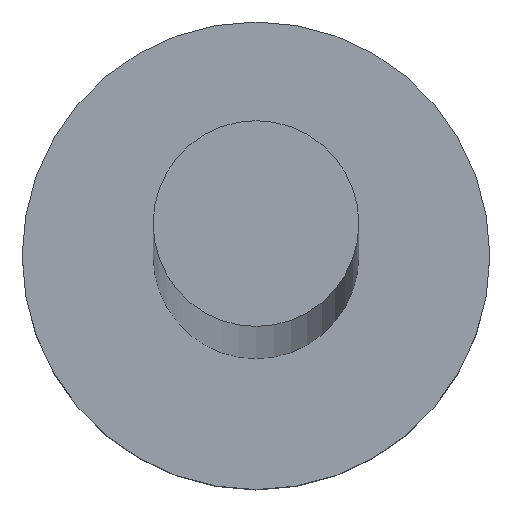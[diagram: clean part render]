
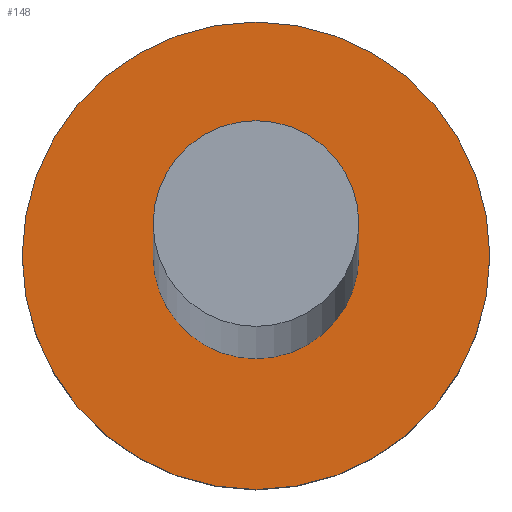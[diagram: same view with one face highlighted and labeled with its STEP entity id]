
A CAD part, top view. The second image highlights one B-rep face of the part: STEP entity #148.
In plain terms, the highlighted planar face has unit normal (0, 0, 1).
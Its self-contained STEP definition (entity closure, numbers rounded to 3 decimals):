
#3 = AXIS2_PLACEMENT_3D ( 'NONE', #183, #162, #102 ) ;
#14 = ORIENTED_EDGE ( 'NONE', *, *, #55, .F. ) ;
#18 = VERTEX_POINT ( 'NONE', #47 ) ;
#21 = CARTESIAN_POINT ( 'NONE',  ( 0., 0., 1.2 ) ) ;
#25 = CIRCLE ( 'NONE', #175, 1.25 ) ;
#33 = VERTEX_POINT ( 'NONE', #154 ) ;
#45 = EDGE_LOOP ( 'NONE', ( #149, #189 ) ) ;
#46 = DIRECTION ( 'NONE',  ( 0., 0., 1. ) ) ;
#47 = CARTESIAN_POINT ( 'NONE',  ( -1.25, 0., 1.2 ) ) ;
#53 = VERTEX_POINT ( 'NONE', #234 ) ;
#54 = CIRCLE ( 'NONE', #73, 0.55 ) ;
#55 = EDGE_CURVE ( 'NONE', #81, #33, #54, .T. ) ;
#58 = ORIENTED_EDGE ( 'NONE', *, *, #144, .F. ) ;
#63 = DIRECTION ( 'NONE',  ( 1., 0., 0. ) ) ;
#73 = AXIS2_PLACEMENT_3D ( 'NONE', #173, #217, #63 ) ;
#81 = VERTEX_POINT ( 'NONE', #156 ) ;
#82 = DIRECTION ( 'NONE',  ( 0., 0., 1. ) ) ;
#98 = CIRCLE ( 'NONE', #3, 0.55 ) ;
#102 = DIRECTION ( 'NONE',  ( 1., 0., 0. ) ) ;
#109 = AXIS2_PLACEMENT_3D ( 'NONE', #21, #82, #213 ) ;
#111 = CARTESIAN_POINT ( 'NONE',  ( 0., 0., 1.2 ) ) ;
#115 = EDGE_LOOP ( 'NONE', ( #14, #58 ) ) ;
#120 = FACE_BOUND ( 'NONE', #115, .T. ) ;
#123 = DIRECTION ( 'NONE',  ( 1., 0., 0. ) ) ;
#144 = EDGE_CURVE ( 'NONE', #33, #81, #98, .T. ) ;
#148 = ADVANCED_FACE ( 'NONE', ( #120, #218 ), #220, .T. ) ;
#149 = ORIENTED_EDGE ( 'NONE', *, *, #228, .T. ) ;
#154 = CARTESIAN_POINT ( 'NONE',  ( 0.55, 0., 1.2 ) ) ;
#156 = CARTESIAN_POINT ( 'NONE',  ( -0.55, 0., 1.2 ) ) ;
#162 = DIRECTION ( 'NONE',  ( 0., 0., 1. ) ) ;
#173 = CARTESIAN_POINT ( 'NONE',  ( 0., 0., 1.2 ) ) ;
#175 = AXIS2_PLACEMENT_3D ( 'NONE', #111, #238, #205 ) ;
#177 = EDGE_CURVE ( 'NONE', #53, #18, #247, .T. ) ;
#183 = CARTESIAN_POINT ( 'NONE',  ( 0., 0., 1.2 ) ) ;
#189 = ORIENTED_EDGE ( 'NONE', *, *, #177, .T. ) ;
#205 = DIRECTION ( 'NONE',  ( 1., 0., 0. ) ) ;
#212 = AXIS2_PLACEMENT_3D ( 'NONE', #223, #46, #123 ) ;
#213 = DIRECTION ( 'NONE',  ( 1., 0., 0. ) ) ;
#217 = DIRECTION ( 'NONE',  ( 0., 0., 1. ) ) ;
#218 = FACE_OUTER_BOUND ( 'NONE', #45, .T. ) ;
#220 = PLANE ( 'NONE',  #212 ) ;
#223 = CARTESIAN_POINT ( 'NONE',  ( 0., 0., 1.2 ) ) ;
#228 = EDGE_CURVE ( 'NONE', #18, #53, #25, .T. ) ;
#234 = CARTESIAN_POINT ( 'NONE',  ( 1.25, 0., 1.2 ) ) ;
#238 = DIRECTION ( 'NONE',  ( 0., 0., 1. ) ) ;
#247 = CIRCLE ( 'NONE', #109, 1.25 ) ;
